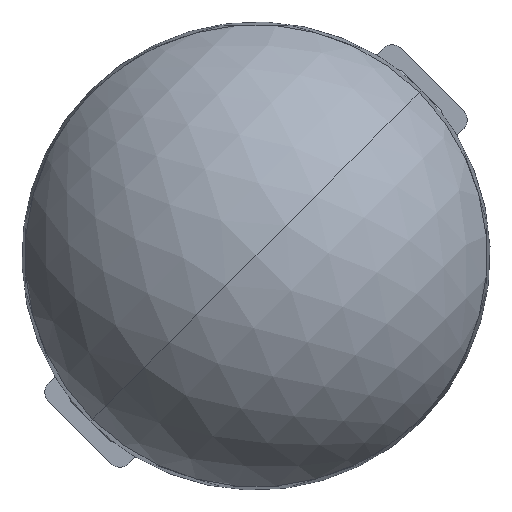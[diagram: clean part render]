
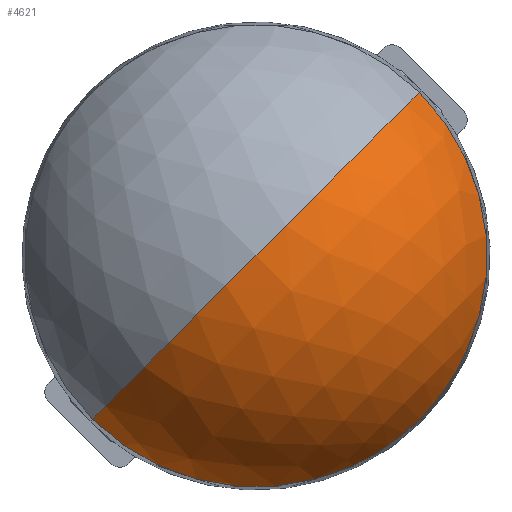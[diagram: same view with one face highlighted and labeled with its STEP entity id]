
A CAD part, top view. The second image highlights one B-rep face of the part: STEP entity #4621.
In plain terms, the highlighted spherical face has radius 10.89 mm.
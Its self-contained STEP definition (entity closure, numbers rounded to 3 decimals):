
#144 = VERTEX_POINT('',#145);
#145 = CARTESIAN_POINT('',(7.221,7.221,12.183
    ));
#146 = VERTEX_POINT('',#147);
#147 = CARTESIAN_POINT('',(-7.221,-7.221,
    12.183));
#154 = EDGE_CURVE('',#146,#155,#157,.T.);
#155 = VERTEX_POINT('',#156);
#156 = CARTESIAN_POINT('',(0.,0.,19.29
    ));
#157 = CIRCLE('',#158,10.89);
#158 = AXIS2_PLACEMENT_3D('',#159,#160,#161);
#159 = CARTESIAN_POINT('',(0.,0.,8.4));
#160 = DIRECTION('',(-0.707,0.707,0.)
  );
#161 = DIRECTION('',(-0.707,-0.707,0.));
#163 = EDGE_CURVE('',#144,#155,#164,.T.);
#164 = CIRCLE('',#165,10.89);
#165 = AXIS2_PLACEMENT_3D('',#166,#167,#168);
#166 = CARTESIAN_POINT('',(0.,0.,8.4));
#167 = DIRECTION('',(0.707,-0.707,0.)
  );
#168 = DIRECTION('',(0.707,0.707,0.));
#178 = EDGE_CURVE('',#146,#144,#179,.T.);
#179 = CIRCLE('',#180,10.212);
#180 = AXIS2_PLACEMENT_3D('',#181,#182,#183);
#181 = CARTESIAN_POINT('',(0.,0.,
    12.183));
#182 = DIRECTION('',(0.,0.,1.));
#183 = DIRECTION('',(-0.707,-0.707,0.)
  );
#4621 = ADVANCED_FACE('',(#4622),#4627,.T.);
#4622 = FACE_BOUND('',#4623,.T.);
#4623 = EDGE_LOOP('',(#4624,#4625,#4626));
#4624 = ORIENTED_EDGE('',*,*,#154,.F.);
#4625 = ORIENTED_EDGE('',*,*,#178,.T.);
#4626 = ORIENTED_EDGE('',*,*,#163,.T.);
#4627 = SPHERICAL_SURFACE('',#4628,10.89);
#4628 = AXIS2_PLACEMENT_3D('',#4629,#4630,#4631);
#4629 = CARTESIAN_POINT('',(0.,0.,8.4));
#4630 = DIRECTION('',(-0.707,0.707,0.)
  );
#4631 = DIRECTION('',(0.707,0.707,0.));
